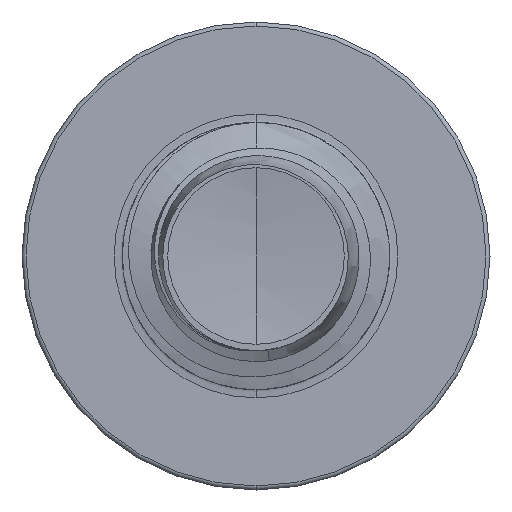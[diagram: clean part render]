
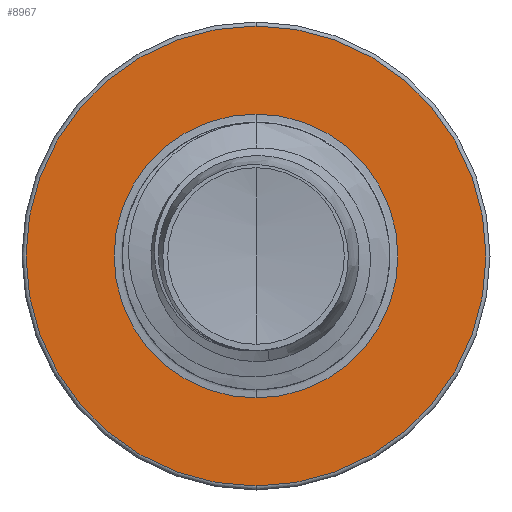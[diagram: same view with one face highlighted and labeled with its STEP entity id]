
A CAD part, front view. The second image highlights one B-rep face of the part: STEP entity #8967.
In plain terms, the highlighted planar face has unit normal (0, -1, 0).
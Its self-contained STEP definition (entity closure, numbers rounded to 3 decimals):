
#266 = EDGE_CURVE ( 'NONE', #25994, #21000, #21494, .T. ) ;
#1262 = DIRECTION ( 'NONE',  ( 0., 0., 1. ) ) ;
#3312 = CARTESIAN_POINT ( 'NONE',  ( 0., 19., 0. ) ) ;
#3514 = ORIENTED_EDGE ( 'NONE', *, *, #266, .F. ) ;
#3989 = AXIS2_PLACEMENT_3D ( 'NONE', #21527, #5202, #24248 ) ;
#4294 = AXIS2_PLACEMENT_3D ( 'NONE', #14670, #33742, #17445 ) ;
#4447 = CARTESIAN_POINT ( 'NONE',  ( 0., 19., 0. ) ) ;
#5202 = DIRECTION ( 'NONE',  ( 0., 1., 0. ) ) ;
#6015 = VERTEX_POINT ( 'NONE', #17560 ) ;
#6057 = DIRECTION ( 'NONE',  ( 0., 0., 1. ) ) ;
#8624 = CARTESIAN_POINT ( 'NONE',  ( 0., 19., -3.186 ) ) ;
#8967 = ADVANCED_FACE ( 'NONE', ( #33295, #29540 ), #11448, .F. ) ;
#9459 = ORIENTED_EDGE ( 'NONE', *, *, #26204, .T. ) ;
#10534 = AXIS2_PLACEMENT_3D ( 'NONE', #4447, #24827, #1262 ) ;
#10919 = AXIS2_PLACEMENT_3D ( 'NONE', #3312, #22372, #6057 ) ;
#11081 = CIRCLE ( 'NONE', #4294, 3.186 ) ;
#11448 = PLANE ( 'NONE',  #30405 ) ;
#11619 = EDGE_CURVE ( 'NONE', #21000, #25994, #18480, .T. ) ;
#13982 = CIRCLE ( 'NONE', #10919, 3.186 ) ;
#14130 = DIRECTION ( 'NONE',  ( 0., 0., 1. ) ) ;
#14670 = CARTESIAN_POINT ( 'NONE',  ( 0., 19., 0. ) ) ;
#16603 = CARTESIAN_POINT ( 'NONE',  ( 0., 19., 5.16 ) ) ;
#17445 = DIRECTION ( 'NONE',  ( 0., 0., 1. ) ) ;
#17560 = CARTESIAN_POINT ( 'NONE',  ( 0., 19., -3.186 ) ) ;
#18480 = CIRCLE ( 'NONE', #3989, 5.16 ) ;
#19275 = ORIENTED_EDGE ( 'NONE', *, *, #28752, .T. ) ;
#21000 = VERTEX_POINT ( 'NONE', #28537 ) ;
#21494 = CIRCLE ( 'NONE', #10534, 5.16 ) ;
#21527 = CARTESIAN_POINT ( 'NONE',  ( 0., 19., 0. ) ) ;
#22372 = DIRECTION ( 'NONE',  ( 0., 1., 0. ) ) ;
#22408 = CARTESIAN_POINT ( 'NONE',  ( 0., 19., 3.186 ) ) ;
#24248 = DIRECTION ( 'NONE',  ( 0., 0., 1. ) ) ;
#24827 = DIRECTION ( 'NONE',  ( 0., 1., 0. ) ) ;
#25994 = VERTEX_POINT ( 'NONE', #16603 ) ;
#26204 = EDGE_CURVE ( 'NONE', #6015, #29974, #11081, .T. ) ;
#28537 = CARTESIAN_POINT ( 'NONE',  ( 0., 19., -5.16 ) ) ;
#28752 = EDGE_CURVE ( 'NONE', #29974, #6015, #13982, .T. ) ;
#28753 = EDGE_LOOP ( 'NONE', ( #3514, #29072 ) ) ;
#29072 = ORIENTED_EDGE ( 'NONE', *, *, #11619, .F. ) ;
#29540 = FACE_BOUND ( 'NONE', #31122, .T. ) ;
#29974 = VERTEX_POINT ( 'NONE', #22408 ) ;
#30405 = AXIS2_PLACEMENT_3D ( 'NONE', #8624, #30508, #14130 ) ;
#30508 = DIRECTION ( 'NONE',  ( 0., 1., 0. ) ) ;
#31122 = EDGE_LOOP ( 'NONE', ( #19275, #9459 ) ) ;
#33295 = FACE_OUTER_BOUND ( 'NONE', #28753, .T. ) ;
#33742 = DIRECTION ( 'NONE',  ( 0., 1., 0. ) ) ;
